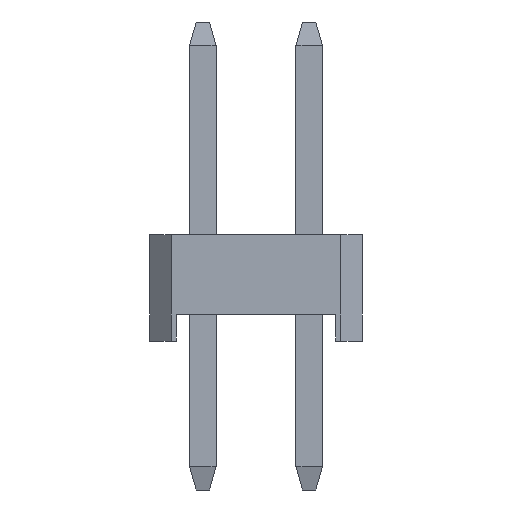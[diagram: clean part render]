
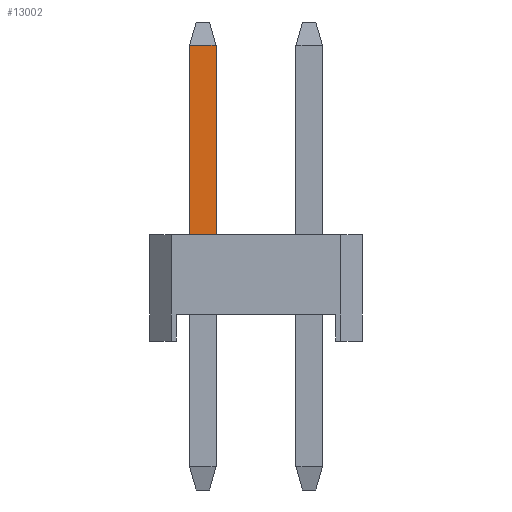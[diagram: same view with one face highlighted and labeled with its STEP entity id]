
A CAD part, front view. The second image highlights one B-rep face of the part: STEP entity #13002.
In plain terms, the highlighted planar face has unit normal (0, -1, 0).
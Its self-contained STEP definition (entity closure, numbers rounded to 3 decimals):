
#55 = PLANE('',#56);
#56 = AXIS2_PLACEMENT_3D('',#57,#58,#59);
#57 = CARTESIAN_POINT('',(1.,-12.,2.));
#58 = DIRECTION('',(0.,0.,1.));
#59 = DIRECTION('',(0.,1.,0.));
#12813 = VERTEX_POINT('',#12814);
#12814 = CARTESIAN_POINT('',(0.25,-12.25,2.));
#12821 = PLANE('',#12822);
#12822 = AXIS2_PLACEMENT_3D('',#12823,#12824,#12825);
#12823 = CARTESIAN_POINT('',(0.25,-12.5,1.6));
#12824 = DIRECTION('',(1.,0.,0.));
#12825 = DIRECTION('',(0.,0.,-1.));
#12869 = VERTEX_POINT('',#12870);
#12870 = CARTESIAN_POINT('',(0.25,-12.25,5.561));
#12896 = EDGE_CURVE('',#12869,#12813,#12897,.T.);
#12897 = SURFACE_CURVE('',#12898,(#12902,#12909),.PCURVE_S1.);
#12898 = LINE('',#12899,#12900);
#12899 = CARTESIAN_POINT('',(0.25,-12.25,1.6));
#12900 = VECTOR('',#12901,1.);
#12901 = DIRECTION('',(0.,0.,-1.));
#12902 = PCURVE('',#12821,#12903);
#12903 = DEFINITIONAL_REPRESENTATION('',(#12904),#12908);
#12904 = LINE('',#12905,#12906);
#12905 = CARTESIAN_POINT('',(0.,0.25));
#12906 = VECTOR('',#12907,1.);
#12907 = DIRECTION('',(1.,0.));
#12908 = ( GEOMETRIC_REPRESENTATION_CONTEXT(2) 
PARAMETRIC_REPRESENTATION_CONTEXT() REPRESENTATION_CONTEXT('2D SPACE',''
  ) );
#12909 = PCURVE('',#12910,#12915);
#12910 = PLANE('',#12911);
#12911 = AXIS2_PLACEMENT_3D('',#12912,#12913,#12914);
#12912 = CARTESIAN_POINT('',(-0.5,-12.25,1.6));
#12913 = DIRECTION('',(0.,-1.,0.));
#12914 = DIRECTION('',(0.,0.,-1.));
#12915 = DEFINITIONAL_REPRESENTATION('',(#12916),#12920);
#12916 = LINE('',#12917,#12918);
#12917 = CARTESIAN_POINT('',(0.,0.75));
#12918 = VECTOR('',#12919,1.);
#12919 = DIRECTION('',(1.,0.));
#12920 = ( GEOMETRIC_REPRESENTATION_CONTEXT(2) 
PARAMETRIC_REPRESENTATION_CONTEXT() REPRESENTATION_CONTEXT('2D SPACE',''
  ) );
#12964 = PLANE('',#12965);
#12965 = AXIS2_PLACEMENT_3D('',#12966,#12967,#12968);
#12966 = CARTESIAN_POINT('',(-0.25,-12.5,1.6));
#12967 = DIRECTION('',(-1.,0.,0.));
#12968 = DIRECTION('',(0.,0.,1.));
#13002 = ADVANCED_FACE('',(#13003),#12910,.T.);
#13003 = FACE_BOUND('',#13004,.T.);
#13004 = EDGE_LOOP('',(#13005,#13028,#13029,#13057));
#13005 = ORIENTED_EDGE('',*,*,#13006,.F.);
#13006 = EDGE_CURVE('',#12813,#13007,#13009,.T.);
#13007 = VERTEX_POINT('',#13008);
#13008 = CARTESIAN_POINT('',(-0.25,-12.25,2.));
#13009 = SURFACE_CURVE('',#13010,(#13014,#13021),.PCURVE_S1.);
#13010 = LINE('',#13011,#13012);
#13011 = CARTESIAN_POINT('',(0.25,-12.25,2.));
#13012 = VECTOR('',#13013,1.);
#13013 = DIRECTION('',(-1.,0.,0.));
#13014 = PCURVE('',#12910,#13015);
#13015 = DEFINITIONAL_REPRESENTATION('',(#13016),#13020);
#13016 = LINE('',#13017,#13018);
#13017 = CARTESIAN_POINT('',(-0.4,0.75));
#13018 = VECTOR('',#13019,1.);
#13019 = DIRECTION('',(0.,-1.));
#13020 = ( GEOMETRIC_REPRESENTATION_CONTEXT(2) 
PARAMETRIC_REPRESENTATION_CONTEXT() REPRESENTATION_CONTEXT('2D SPACE',''
  ) );
#13021 = PCURVE('',#55,#13022);
#13022 = DEFINITIONAL_REPRESENTATION('',(#13023),#13027);
#13023 = LINE('',#13024,#13025);
#13024 = CARTESIAN_POINT('',(-0.25,0.75));
#13025 = VECTOR('',#13026,1.);
#13026 = DIRECTION('',(0.,1.));
#13027 = ( GEOMETRIC_REPRESENTATION_CONTEXT(2) 
PARAMETRIC_REPRESENTATION_CONTEXT() REPRESENTATION_CONTEXT('2D SPACE',''
  ) );
#13028 = ORIENTED_EDGE('',*,*,#12896,.F.);
#13029 = ORIENTED_EDGE('',*,*,#13030,.F.);
#13030 = EDGE_CURVE('',#13031,#12869,#13033,.T.);
#13031 = VERTEX_POINT('',#13032);
#13032 = CARTESIAN_POINT('',(-0.25,-12.25,5.561));
#13033 = SURFACE_CURVE('',#13034,(#13038,#13045),.PCURVE_S1.);
#13034 = LINE('',#13035,#13036);
#13035 = CARTESIAN_POINT('',(-0.5,-12.25,5.561));
#13036 = VECTOR('',#13037,1.);
#13037 = DIRECTION('',(1.,0.,0.));
#13038 = PCURVE('',#12910,#13039);
#13039 = DEFINITIONAL_REPRESENTATION('',(#13040),#13044);
#13040 = LINE('',#13041,#13042);
#13041 = CARTESIAN_POINT('',(-3.961,0.));
#13042 = VECTOR('',#13043,1.);
#13043 = DIRECTION('',(0.,1.));
#13044 = ( GEOMETRIC_REPRESENTATION_CONTEXT(2) 
PARAMETRIC_REPRESENTATION_CONTEXT() REPRESENTATION_CONTEXT('2D SPACE',''
  ) );
#13045 = PCURVE('',#13046,#13051);
#13046 = PLANE('',#13047);
#13047 = AXIS2_PLACEMENT_3D('',#13048,#13049,#13050);
#13048 = CARTESIAN_POINT('',(-0.5,-12.188,5.78));
#13049 = DIRECTION('',(0.,-0.962,
    0.274));
#13050 = DIRECTION('',(0.,-0.274,
    -0.962));
#13051 = DEFINITIONAL_REPRESENTATION('',(#13052),#13056);
#13052 = LINE('',#13053,#13054);
#13053 = CARTESIAN_POINT('',(0.228,0.));
#13054 = VECTOR('',#13055,1.);
#13055 = DIRECTION('',(0.,1.));
#13056 = ( GEOMETRIC_REPRESENTATION_CONTEXT(2) 
PARAMETRIC_REPRESENTATION_CONTEXT() REPRESENTATION_CONTEXT('2D SPACE',''
  ) );
#13057 = ORIENTED_EDGE('',*,*,#13058,.F.);
#13058 = EDGE_CURVE('',#13007,#13031,#13059,.T.);
#13059 = SURFACE_CURVE('',#13060,(#13064,#13071),.PCURVE_S1.);
#13060 = LINE('',#13061,#13062);
#13061 = CARTESIAN_POINT('',(-0.25,-12.25,1.6));
#13062 = VECTOR('',#13063,1.);
#13063 = DIRECTION('',(0.,0.,1.));
#13064 = PCURVE('',#12910,#13065);
#13065 = DEFINITIONAL_REPRESENTATION('',(#13066),#13070);
#13066 = LINE('',#13067,#13068);
#13067 = CARTESIAN_POINT('',(0.,0.25));
#13068 = VECTOR('',#13069,1.);
#13069 = DIRECTION('',(-1.,0.));
#13070 = ( GEOMETRIC_REPRESENTATION_CONTEXT(2) 
PARAMETRIC_REPRESENTATION_CONTEXT() REPRESENTATION_CONTEXT('2D SPACE',''
  ) );
#13071 = PCURVE('',#12964,#13072);
#13072 = DEFINITIONAL_REPRESENTATION('',(#13073),#13077);
#13073 = LINE('',#13074,#13075);
#13074 = CARTESIAN_POINT('',(0.,0.25));
#13075 = VECTOR('',#13076,1.);
#13076 = DIRECTION('',(1.,0.));
#13077 = ( GEOMETRIC_REPRESENTATION_CONTEXT(2) 
PARAMETRIC_REPRESENTATION_CONTEXT() REPRESENTATION_CONTEXT('2D SPACE',''
  ) );
